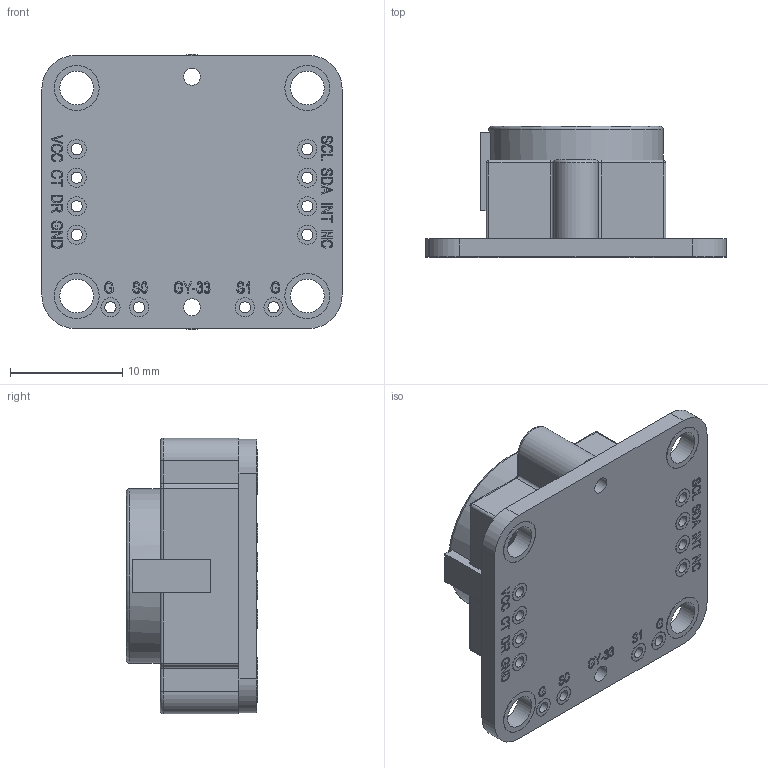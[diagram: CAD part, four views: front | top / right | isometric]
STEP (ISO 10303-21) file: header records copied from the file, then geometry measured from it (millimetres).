
FILE_DESCRIPTION(/* description */ (''),/* implementation_level */ '2;1');
FILE_NAME(/* name */ 'Color Sensor Module.stp',/* time_stamp */ '2025-01-31T11:43:05-05:00',/* author */ ('sara_'),/* organization */ (''),/* preprocessor_version */ 'ST-DEVELOPER v19.2',/* originating_system */ 'Autodesk Inventor 2024',/* authorisation */ '');
FILE_SCHEMA (('AUTOMOTIVE_DESIGN { 1 0 10303 214 3 1 1 }'));
Length unit declared in the file: millimetre
Products named in the file (1): Color Sensor Module
Bounding box: 26.7 x 11.65 x 24.5 mm (x, y, z)
Volume: 2282.8 mm3; surface area: 3036.1 mm2
Topology: 2 solids, 2 shells, 217 faces, 929 edges, 810 vertices
Faces by surface type: plane 127, cylinder 79, torus 7, sphere 4
Full cylindrical faces by diameter (mm): 1 x12, 1.5 x4, 1.7 x24, 3 x4, 4 x8, 11.5 x1, 15.5 x1
Entity records: 23167 total; most frequent: CARTESIAN_POINT 15297, ORIENTED_EDGE 1850, DIRECTION 1224, EDGE_CURVE 925, VERTEX_POINT 810, LINE 448, VECTOR 448, AXIS2_PLACEMENT_3D 388
